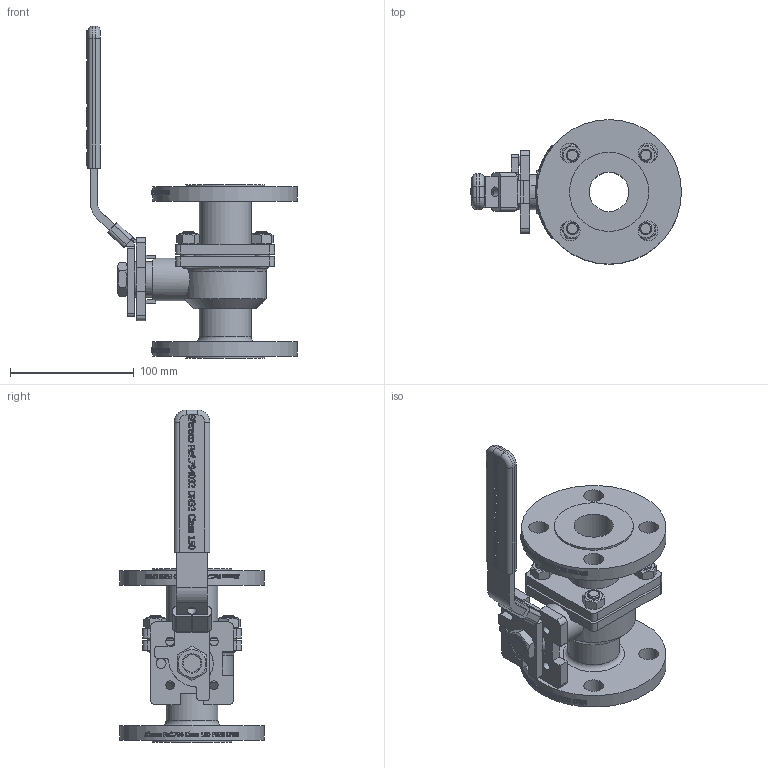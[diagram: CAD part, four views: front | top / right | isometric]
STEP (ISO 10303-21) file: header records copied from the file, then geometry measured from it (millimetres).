
FILE_DESCRIPTION(/* description */ ('794032'),/* implementation_level */ '2;1');
FILE_NAME(/* name */ '794032.stp',/* time_stamp */ '2017-06-30T15:39:50+02:00',/* author */ ('jmorand'),/* organization */ ('Sferaco'),/* preprocessor_version */ 'ST-DEVELOPER v16.5',/* originating_system */ 'Autodesk Inventor 2017',/* authorisation */ '');
FILE_SCHEMA (('CONFIG_CONTROL_DESIGN'));
Products named in the file (1): 794032_bd
Bounding box: 170.5 x 117 x 268.6 mm (x, y, z)
Volume: 559544.8 mm3; surface area: 132795.4 mm2
Topology: 1 solids, 6 shells, 1783 faces, 4862 edges, 3234 vertices
Faces by surface type: bspline 860, plane 724, cylinder 169, cone 24, torus 6
Full cylindrical faces by diameter (mm): 7 x4, 8 x2, 10 x8, 16 x8, 28.5 x1, 32 x1, 34.5 x2, 42 x2, 64 x2, 72 x1, 117 x2
Entity records: 74324 total; most frequent: CARTESIAN_POINT 33133, ORIENTED_EDGE 9570, DIRECTION 5494, EDGE_CURVE 4784, VERTEX_POINT 3210, LINE 2412, VECTOR 2412, EDGE_LOOP 2021
